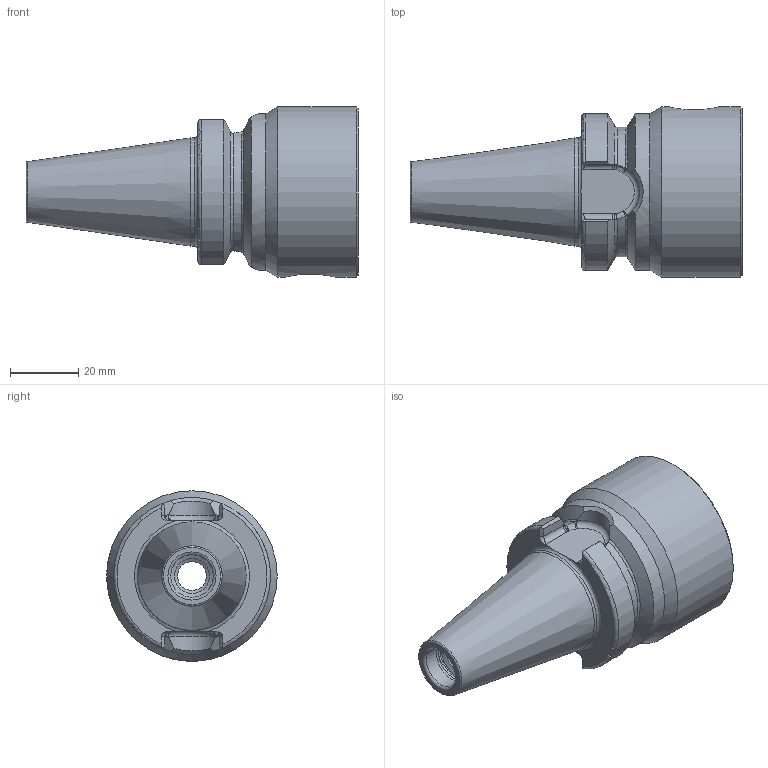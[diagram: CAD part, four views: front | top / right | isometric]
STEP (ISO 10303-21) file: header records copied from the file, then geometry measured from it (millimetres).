
FILE_DESCRIPTION (( 'STEP AP214' ), '1' );
FILE_NAME ('BT3.WH5.K01.049.STEP', '2022-01-17T09:27:34', ( '' ), ( '' ), 'SwSTEP 2.0', 'SolidWorks 2017', '' );
FILE_SCHEMA (( 'AUTOMOTIVE_DESIGN' ));
Length unit declared in the file: millimetre
Products named in the file (3): BT3-WH5.K01.049_B; BT3.WH5.K01.049; WH5-ER1.001.017
Assembly tree (3 placements, depth 2):
  BT3.WH5.K01.049
    BT3-WH5.K01.049_B
    WH5-ER1.001.017  x2
Bounding box: 97.4 x 50 x 50 mm (x, y, z)
Volume: 83140.2 mm3; surface area: 20999.1 mm2
Topology: 3 solids, 3 shells, 141 faces, 337 edges, 201 vertices
Faces by surface type: plane 47, cylinder 33, torus 22, cone 21, bspline 18
Full cylindrical faces by diameter (mm): 6 x2, 8.5 x1, 10.2 x1, 11 x2, 12 x2, 12.5 x1, 13.05 x1, 28 x1, 29 x1, 31.75 x1, 46 x1, 50 x1
Entity records: 4360 total; most frequent: CARTESIAN_POINT 1792, ORIENTED_EDGE 490, DIRECTION 468, EDGE_CURVE 245, AXIS2_PLACEMENT_3D 203, VERTEX_POINT 165, EDGE_LOOP 162, FACE_OUTER_BOUND 142
